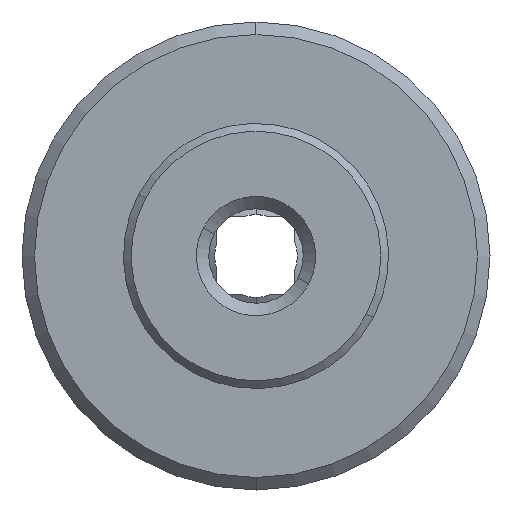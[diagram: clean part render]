
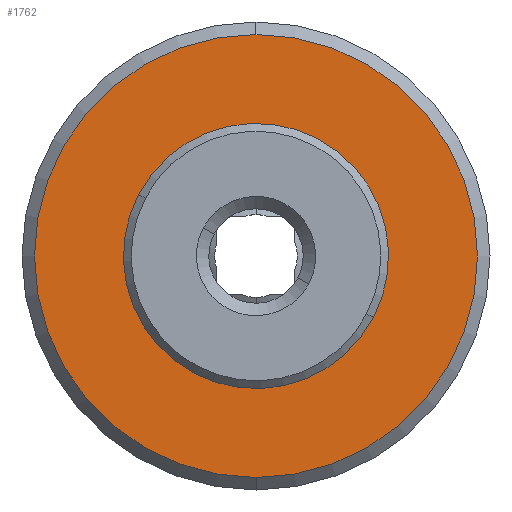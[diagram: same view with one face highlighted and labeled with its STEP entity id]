
A CAD part, left-side view. The second image highlights one B-rep face of the part: STEP entity #1762.
In plain terms, the highlighted planar face has unit normal (-1, 0, 0).
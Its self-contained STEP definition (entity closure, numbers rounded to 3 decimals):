
#200 = DIRECTION ( 'NONE',  ( -1., 0., 0. ) ) ;
#266 = PLANE ( 'NONE',  #1816 ) ;
#268 = AXIS2_PLACEMENT_3D ( 'NONE', #1239, #1236, #1233 ) ;
#269 = DIRECTION ( 'NONE',  ( 0., 0., 1. ) ) ;
#298 = CARTESIAN_POINT ( 'NONE',  ( 0., 0., -14.2 ) ) ;
#317 = EDGE_LOOP ( 'NONE', ( #1026, #1019 ) ) ;
#387 = FACE_BOUND ( 'NONE', #317, .T. ) ;
#406 = FACE_OUTER_BOUND ( 'NONE', #2698, .T. ) ;
#996 = DIRECTION ( 'NONE',  ( 0., 0., -1. ) ) ;
#1001 = DIRECTION ( 'NONE',  ( 1., 0., 0. ) ) ;
#1015 = CARTESIAN_POINT ( 'NONE',  ( 0., 0., 0. ) ) ;
#1018 = ORIENTED_EDGE ( 'NONE', *, *, #2491, .F. ) ;
#1019 = ORIENTED_EDGE ( 'NONE', *, *, #2488, .T. ) ;
#1020 = DIRECTION ( 'NONE',  ( 0., 0., -1. ) ) ;
#1023 = DIRECTION ( 'NONE',  ( 1., 0., 0. ) ) ;
#1025 = CARTESIAN_POINT ( 'NONE',  ( 0., 0., 0. ) ) ;
#1026 = ORIENTED_EDGE ( 'NONE', *, *, #2387, .T. ) ;
#1027 = ORIENTED_EDGE ( 'NONE', *, *, #2364, .F. ) ;
#1233 = DIRECTION ( 'NONE',  ( 0., 0., -1. ) ) ;
#1236 = DIRECTION ( 'NONE',  ( 1., 0., 0. ) ) ;
#1239 = CARTESIAN_POINT ( 'NONE',  ( 0., 0., 0. ) ) ;
#1275 = AXIS2_PLACEMENT_3D ( 'NONE', #1015, #1001, #996 ) ;
#1281 = AXIS2_PLACEMENT_3D ( 'NONE', #1025, #1023, #1020 ) ;
#1394 = AXIS2_PLACEMENT_3D ( 'NONE', #1895, #1741, #1623 ) ;
#1623 = DIRECTION ( 'NONE',  ( 0., 0., -1. ) ) ;
#1741 = DIRECTION ( 'NONE',  ( 1., 0., 0. ) ) ;
#1762 = ADVANCED_FACE ( 'NONE', ( #387, #406 ), #266, .T. ) ;
#1786 = VERTEX_POINT ( 'NONE', #298 ) ;
#1816 = AXIS2_PLACEMENT_3D ( 'NONE', #2581, #200, #269 ) ;
#1849 = VERTEX_POINT ( 'NONE', #2094 ) ;
#1895 = CARTESIAN_POINT ( 'NONE',  ( 0., 0., 0. ) ) ;
#2047 = VERTEX_POINT ( 'NONE', #2409 ) ;
#2054 = VERTEX_POINT ( 'NONE', #2632 ) ;
#2094 = CARTESIAN_POINT ( 'NONE',  ( 0., 0., 14.2 ) ) ;
#2364 = EDGE_CURVE ( 'NONE', #1786, #1849, #2738, .T. ) ;
#2387 = EDGE_CURVE ( 'NONE', #2047, #2054, #2706, .T. ) ;
#2409 = CARTESIAN_POINT ( 'NONE',  ( 0., 0., -6.25 ) ) ;
#2488 = EDGE_CURVE ( 'NONE', #2054, #2047, #2615, .T. ) ;
#2491 = EDGE_CURVE ( 'NONE', #1849, #1786, #2611, .T. ) ;
#2581 = CARTESIAN_POINT ( 'NONE',  ( 0., 14.2, 0. ) ) ;
#2611 = CIRCLE ( 'NONE', #1275, 14.2 ) ;
#2615 = CIRCLE ( 'NONE', #1281, 6.25 ) ;
#2632 = CARTESIAN_POINT ( 'NONE',  ( 0., 0., 6.25 ) ) ;
#2698 = EDGE_LOOP ( 'NONE', ( #1027, #1018 ) ) ;
#2706 = CIRCLE ( 'NONE', #268, 6.25 ) ;
#2738 = CIRCLE ( 'NONE', #1394, 14.2 ) ;
